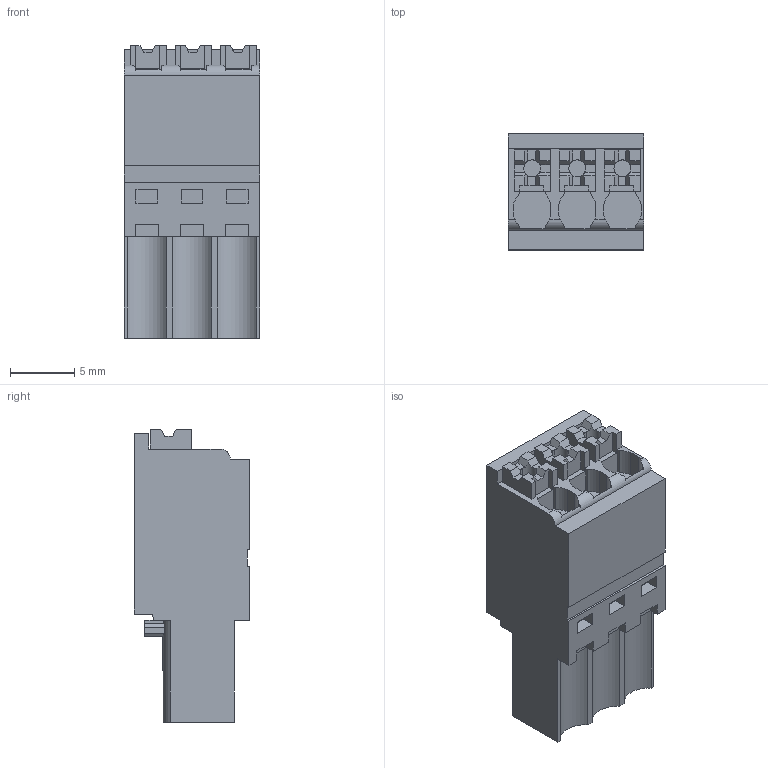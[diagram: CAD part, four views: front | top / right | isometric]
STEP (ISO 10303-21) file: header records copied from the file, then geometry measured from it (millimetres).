
FILE_DESCRIPTION(('CATIA V5R24 STEP','CAx-IF Rec.Pracs.--- Model Styling and Organization---1.2---2011-12-15'),'2;1');
FILE_NAME ('D1462506_0', '2018-01-11T13:30:29+00:00', ('Weidmueller Interface'), ('Weidmueller'), 'CATIA Version 5-6 Release 2014 SP4 HF52', 'CATIA V5 STEP AP214', 'none');
FILE_SCHEMA(('AUTOMOTIVE_DESIGN { 1 0 10303 214 1 1 1 1 }'));
Length unit declared in the file: millimetre
Products named in the file (1): 2459060000
Bounding box: 10.54 x 9 x 22.7 mm (x, y, z)
Volume: 1541.8 mm3; surface area: 1492.3 mm2
Topology: 4 solids, 4 shells, 296 faces, 860 edges, 578 vertices
Faces by surface type: plane 271, cylinder 25
Entity records: 9577 total; most frequent: CARTESIAN_POINT 1968, ORIENTED_EDGE 1720, DIRECTION 1269, EDGE_CURVE 860, VECTOR 726, LINE 726, VERTEX_POINT 578, EDGE_LOOP 308
